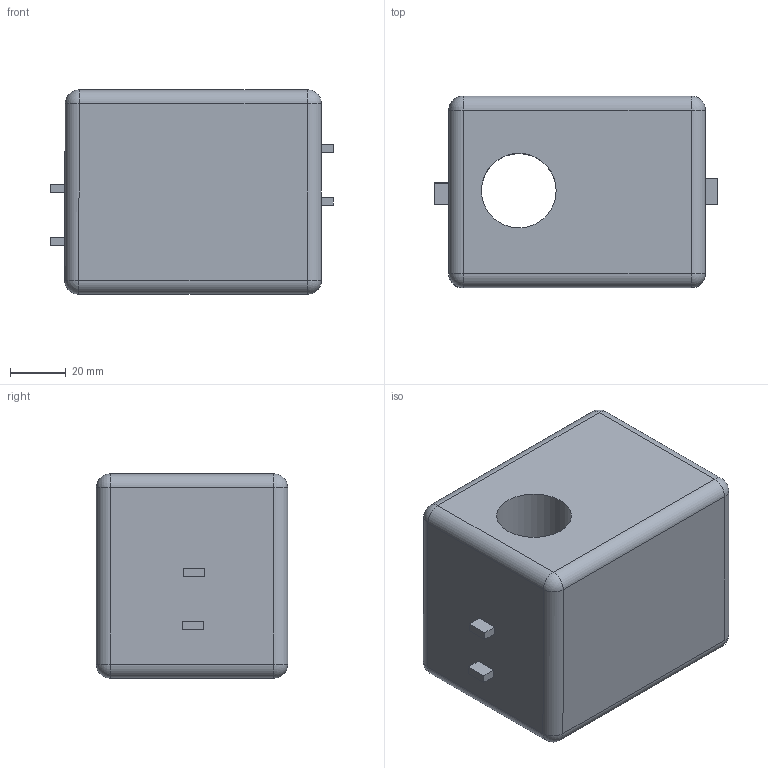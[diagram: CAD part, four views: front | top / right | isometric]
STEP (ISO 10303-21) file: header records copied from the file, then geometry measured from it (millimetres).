
FILE_DESCRIPTION(/* description */ ('STEP AP242','CAx-IF Rec.Pracs.---Representation and Presentation of Product Manufacturing Information (PMI)---4.0---2014-10-13','CAx-IF Rec.Pracs.---3D Tessellated Geometry---0.4---2014-09-14','2;1'),/* implementation_level */ '2;1');
FILE_NAME(/* name */ '67d0c0834f923f762202b1e1',/* time_stamp */ '2025-03-11T23:00:19Z',/* author */ (''),/* organization */ (''),/* preprocessor_version */ 'ST-DEVELOPER v20',/* originating_system */ 'ONSHAPE BY PTC INC, 1.194',/* authorisation */ ' ');
FILE_SCHEMA (('AP242_MANAGED_MODEL_BASED_3D_ENGINEERING_MIM_LF { 1 0 10303 442 1 1 4 }'));
Length unit declared in the file: metre
Products named in the file (1): Part 1
Bounding box: 101.62 x 68.83 x 73.44 mm (x, y, z)
Volume: 403850.8 mm3; surface area: 41989.5 mm2
Topology: 1 solids, 1 shells, 49 faces, 111 edges, 61 vertices
Faces by surface type: plane 27, cylinder 14, sphere 8
Full cylindrical faces by diameter (mm): 26.838 x1, 28.237 x1
Entity records: 1288 total; most frequent: DIRECTION 228, CARTESIAN_POINT 210, ORIENTED_EDGE 200, EDGE_CURVE 100, AXIS2_PLACEMENT_3D 78, LINE 72, VECTOR 72, VERTEX_POINT 60
